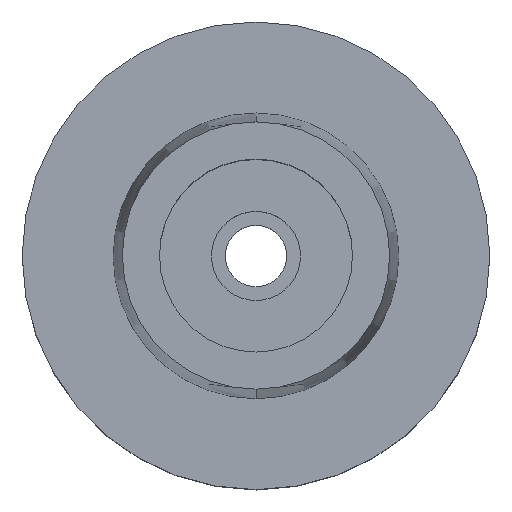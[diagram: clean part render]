
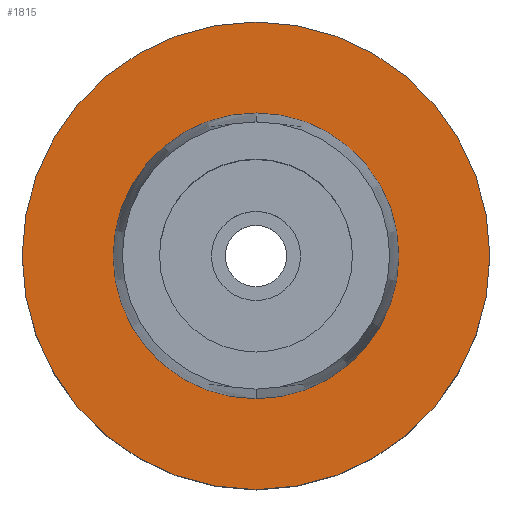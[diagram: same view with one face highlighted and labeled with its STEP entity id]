
A CAD part, top view. The second image highlights one B-rep face of the part: STEP entity #1815.
In plain terms, the highlighted planar face has unit normal (0, 0, 1).
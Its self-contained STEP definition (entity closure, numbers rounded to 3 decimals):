
#840=CARTESIAN_POINT('',(0.,0.,0.));
#841=DIRECTION('',(0.,0.,-1.));
#842=DIRECTION('',(0.,-1.,0.));
#843=AXIS2_PLACEMENT_3D('',#840,#841,#842);
#848=CARTESIAN_POINT('',(0.,0.,0.));
#849=DIRECTION('',(0.,0.,-1.));
#850=DIRECTION('',(0.,1.,0.));
#851=AXIS2_PLACEMENT_3D('',#848,#849,#850);
#856=CARTESIAN_POINT('',(0.,0.,0.));
#857=DIRECTION('',(0.,0.,1.));
#858=DIRECTION('',(0.,-1.,0.));
#859=AXIS2_PLACEMENT_3D('',#856,#857,#858);
#864=CARTESIAN_POINT('',(0.,0.,0.));
#865=DIRECTION('',(0.,0.,1.));
#866=DIRECTION('',(0.,1.,0.));
#867=AXIS2_PLACEMENT_3D('',#864,#865,#866);
#873=CARTESIAN_POINT('',(0.,19.25,0.));
#875=VERTEX_POINT('',#873);
#876=CARTESIAN_POINT('',(0.,-19.25,0.));
#877=VERTEX_POINT('',#876);
#1004=CARTESIAN_POINT('',(0.,31.5,0.));
#1005=VERTEX_POINT('',#1004);
#1006=CARTESIAN_POINT('',(0.,-31.5,0.));
#1007=VERTEX_POINT('',#1006);
#1802=CARTESIAN_POINT('',(0.,0.,0.));
#1803=DIRECTION('',(0.,0.,-1.));
#1804=DIRECTION('',(0.,-1.,0.));
#1805=AXIS2_PLACEMENT_3D('',#1802,#1803,#1804);
#1806=PLANE('',#1805);
#1807=ORIENTED_EDGE('',*,*,#1781,.T.);
#1808=ORIENTED_EDGE('',*,*,#1797,.T.);
#1809=EDGE_LOOP('',(#1807,#1808));
#1810=FACE_OUTER_BOUND('',#1809,.F.);
#1811=ORIENTED_EDGE('',*,*,#1015,.T.);
#1812=ORIENTED_EDGE('',*,*,#1033,.T.);
#1813=EDGE_LOOP('',(#1811,#1812));
#1814=FACE_BOUND('',#1813,.F.);
#844=CIRCLE('',#843,31.5);
#852=CIRCLE('',#851,31.5);
#860=CIRCLE('',#859,19.25);
#868=CIRCLE('',#867,19.25);
#1015=EDGE_CURVE('',#877,#875,#860,.T.);
#1033=EDGE_CURVE('',#875,#877,#868,.T.);
#1781=EDGE_CURVE('',#1007,#1005,#844,.T.);
#1797=EDGE_CURVE('',#1005,#1007,#852,.T.);
#1815=ADVANCED_FACE('',(#1810,#1814),#1806,.F.);
